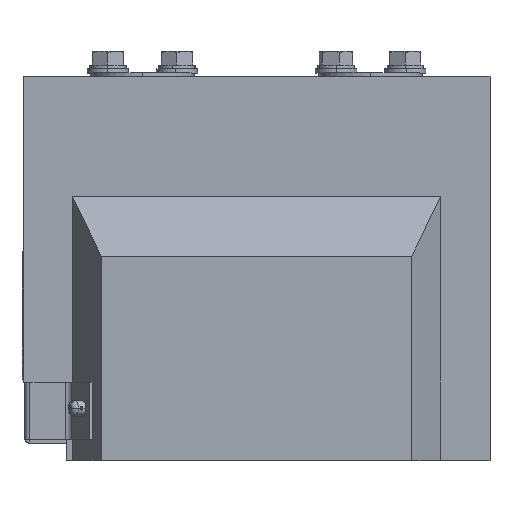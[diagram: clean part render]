
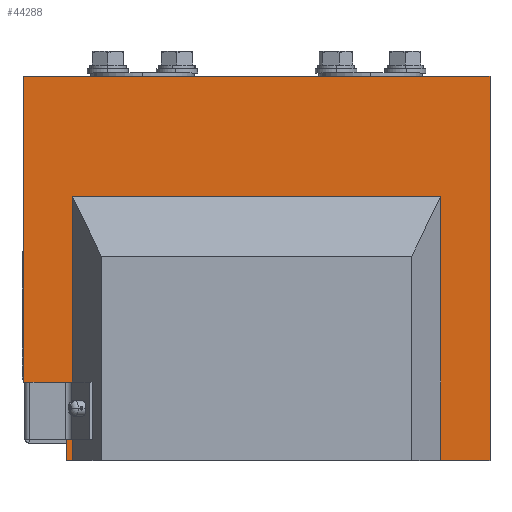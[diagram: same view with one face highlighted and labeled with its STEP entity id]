
A CAD part, top view. The second image highlights one B-rep face of the part: STEP entity #44288.
In plain terms, the highlighted planar face has unit normal (0, 0, 1).
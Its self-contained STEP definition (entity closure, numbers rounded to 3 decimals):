
#55 = VERTEX_POINT ( 'NONE', #149432 ) ;
#285 = CARTESIAN_POINT ( 'NONE',  ( -135., 152.561, 60. ) ) ;
#692 = ORIENTED_EDGE ( 'NONE', *, *, #19986, .T. ) ;
#1581 = LINE ( 'NONE', #159519, #188411 ) ;
#2175 = VERTEX_POINT ( 'NONE', #110856 ) ;
#3163 = DIRECTION ( 'NONE',  ( 0., -1., 0. ) ) ;
#3469 = ORIENTED_EDGE ( 'NONE', *, *, #57392, .T. ) ;
#15203 = DIRECTION ( 'NONE',  ( 1., 0., 0. ) ) ;
#16504 = DIRECTION ( 'NONE',  ( 0., -1., 0. ) ) ;
#18733 = CARTESIAN_POINT ( 'NONE',  ( 106.5, 0., 60. ) ) ;
#19986 = EDGE_CURVE ( 'NONE', #36158, #93760, #152036, .T. ) ;
#25991 = CARTESIAN_POINT ( 'NONE',  ( -110., 45., 60. ) ) ;
#30131 = EDGE_CURVE ( 'NONE', #55, #171422, #50363, .T. ) ;
#30475 = LINE ( 'NONE', #51984, #182706 ) ;
#30926 = EDGE_LOOP ( 'NONE', ( #162040, #77189, #161120, #92354, #68678, #189154, #134467, #90755, #3469, #692 ) ) ;
#36158 = VERTEX_POINT ( 'NONE', #135931 ) ;
#36362 = EDGE_CURVE ( 'NONE', #46496, #61076, #30475, .T. ) ;
#36524 = DIRECTION ( 'NONE',  ( -1., 0., 0. ) ) ;
#37601 = CARTESIAN_POINT ( 'NONE',  ( 106.5, 152.561, 60. ) ) ;
#37642 = DIRECTION ( 'NONE',  ( 0., -1., 0. ) ) ;
#37773 = VERTEX_POINT ( 'NONE', #25991 ) ;
#39729 = CARTESIAN_POINT ( 'NONE',  ( 106.5, 222., 60. ) ) ;
#40089 = DIRECTION ( 'NONE',  ( 0., -1., 0. ) ) ;
#42194 = CARTESIAN_POINT ( 'NONE',  ( 135., 222., 60. ) ) ;
#44022 = LINE ( 'NONE', #128678, #122571 ) ;
#44288 = ADVANCED_FACE ( 'NONE', ( #104382 ), #110177, .F. ) ;
#46496 = VERTEX_POINT ( 'NONE', #37601 ) ;
#48431 = VECTOR ( 'NONE', #3163, 1000. ) ;
#49438 = EDGE_CURVE ( 'NONE', #94444, #37773, #167172, .T. ) ;
#50363 = LINE ( 'NONE', #39729, #128946 ) ;
#51984 = CARTESIAN_POINT ( 'NONE',  ( 106.5, 222., 60. ) ) ;
#52823 = VECTOR ( 'NONE', #167982, 1000. ) ;
#53066 = LINE ( 'NONE', #76848, #48431 ) ;
#55822 = DIRECTION ( 'NONE',  ( 1., 0., 0. ) ) ;
#56318 = CARTESIAN_POINT ( 'NONE',  ( -135., 45., 60. ) ) ;
#57392 = EDGE_CURVE ( 'NONE', #37773, #36158, #44022, .T. ) ;
#58815 = EDGE_CURVE ( 'NONE', #171422, #2175, #1581, .T. ) ;
#61076 = VERTEX_POINT ( 'NONE', #86206 ) ;
#64396 = CARTESIAN_POINT ( 'NONE',  ( -135., 222., 60. ) ) ;
#64829 = CARTESIAN_POINT ( 'NONE',  ( -135., 0., 60. ) ) ;
#68678 = ORIENTED_EDGE ( 'NONE', *, *, #58815, .F. ) ;
#75969 = CARTESIAN_POINT ( 'NONE',  ( -135., 222., 60. ) ) ;
#76848 = CARTESIAN_POINT ( 'NONE',  ( -106.5, 222., 60. ) ) ;
#77189 = ORIENTED_EDGE ( 'NONE', *, *, #177265, .T. ) ;
#80732 = LINE ( 'NONE', #75969, #188914 ) ;
#86206 = CARTESIAN_POINT ( 'NONE',  ( 106.5, 0., 60. ) ) ;
#90755 = ORIENTED_EDGE ( 'NONE', *, *, #49438, .T. ) ;
#92354 = ORIENTED_EDGE ( 'NONE', *, *, #158823, .T. ) ;
#93398 = VECTOR ( 'NONE', #55822, 1000. ) ;
#93760 = VERTEX_POINT ( 'NONE', #186631 ) ;
#94444 = VERTEX_POINT ( 'NONE', #56318 ) ;
#94701 = EDGE_CURVE ( 'NONE', #124486, #93760, #53066, .T. ) ;
#98444 = LINE ( 'NONE', #18733, #172162 ) ;
#104382 = FACE_OUTER_BOUND ( 'NONE', #30926, .T. ) ;
#107530 = AXIS2_PLACEMENT_3D ( 'NONE', #64396, #125064, #36524 ) ;
#110177 = PLANE ( 'NONE',  #107530 ) ;
#110856 = CARTESIAN_POINT ( 'NONE',  ( 135., 0., 60. ) ) ;
#122571 = VECTOR ( 'NONE', #40089, 1000. ) ;
#124486 = VERTEX_POINT ( 'NONE', #135651 ) ;
#125064 = DIRECTION ( 'NONE',  ( 0., 0., -1. ) ) ;
#128678 = CARTESIAN_POINT ( 'NONE',  ( -110., 222., 60. ) ) ;
#128946 = VECTOR ( 'NONE', #143126, 1000. ) ;
#129439 = CARTESIAN_POINT ( 'NONE',  ( -135., 45., 60. ) ) ;
#130992 = VECTOR ( 'NONE', #15203, 1000. ) ;
#134467 = ORIENTED_EDGE ( 'NONE', *, *, #145607, .T. ) ;
#135651 = CARTESIAN_POINT ( 'NONE',  ( -106.5, 152.561, 60. ) ) ;
#135931 = CARTESIAN_POINT ( 'NONE',  ( -110., 0., 60. ) ) ;
#136938 = DIRECTION ( 'NONE',  ( 1., 0., 0. ) ) ;
#143126 = DIRECTION ( 'NONE',  ( 1., 0., 0. ) ) ;
#145607 = EDGE_CURVE ( 'NONE', #55, #94444, #80732, .T. ) ;
#149432 = CARTESIAN_POINT ( 'NONE',  ( -135., 222., 60. ) ) ;
#152036 = LINE ( 'NONE', #64829, #52823 ) ;
#158823 = EDGE_CURVE ( 'NONE', #61076, #2175, #98444, .T. ) ;
#159519 = CARTESIAN_POINT ( 'NONE',  ( 135., 222., 60. ) ) ;
#161120 = ORIENTED_EDGE ( 'NONE', *, *, #36362, .T. ) ;
#162040 = ORIENTED_EDGE ( 'NONE', *, *, #94701, .F. ) ;
#167172 = LINE ( 'NONE', #129439, #93398 ) ;
#167982 = DIRECTION ( 'NONE',  ( 1., 0., 0. ) ) ;
#170060 = LINE ( 'NONE', #285, #130992 ) ;
#171422 = VERTEX_POINT ( 'NONE', #42194 ) ;
#172162 = VECTOR ( 'NONE', #136938, 1000. ) ;
#174266 = DIRECTION ( 'NONE',  ( 0., -1., 0. ) ) ;
#177265 = EDGE_CURVE ( 'NONE', #124486, #46496, #170060, .T. ) ;
#182706 = VECTOR ( 'NONE', #37642, 1000. ) ;
#186631 = CARTESIAN_POINT ( 'NONE',  ( -106.5, 0., 60. ) ) ;
#188411 = VECTOR ( 'NONE', #174266, 1000. ) ;
#188914 = VECTOR ( 'NONE', #16504, 1000. ) ;
#189154 = ORIENTED_EDGE ( 'NONE', *, *, #30131, .F. ) ;
